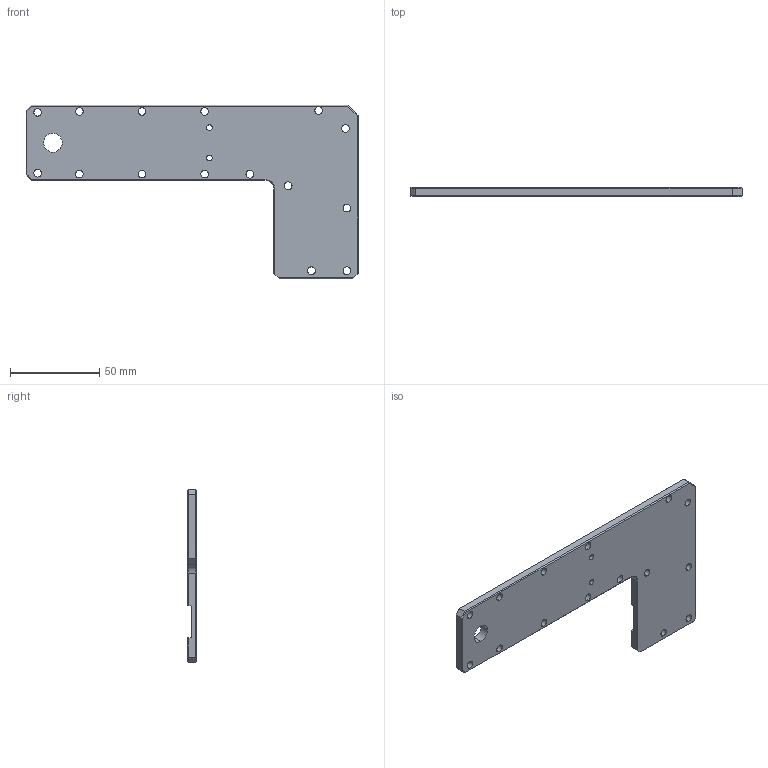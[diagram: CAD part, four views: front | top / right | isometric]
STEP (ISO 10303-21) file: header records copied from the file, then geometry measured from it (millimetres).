
FILE_DESCRIPTION (( 'STEP AP214' ), '1' );
FILE_NAME ('Tôle inférieure.STEP', '2022-08-25T14:34:20', ( '' ), ( '' ), 'SwSTEP 2.0', 'SolidWorks 2021', '' );
FILE_SCHEMA (( 'AUTOMOTIVE_DESIGN' ));
Length unit declared in the file: millimetre
Products named in the file (1): Tôle inférieure
Bounding box: 185.5 x 5 x 97 mm (x, y, z)
Volume: 48319.3 mm3; surface area: 23881 mm2
Topology: 1 solids, 1 shells, 80 faces, 214 edges, 136 vertices
Faces by surface type: cylinder 39, plane 39, cone 2
Entity records: 2626 total; most frequent: DIRECTION 456, CARTESIAN_POINT 431, ORIENTED_EDGE 428, EDGE_CURVE 214, AXIS2_PLACEMENT_3D 161, VERTEX_POINT 136, LINE 134, VECTOR 134
